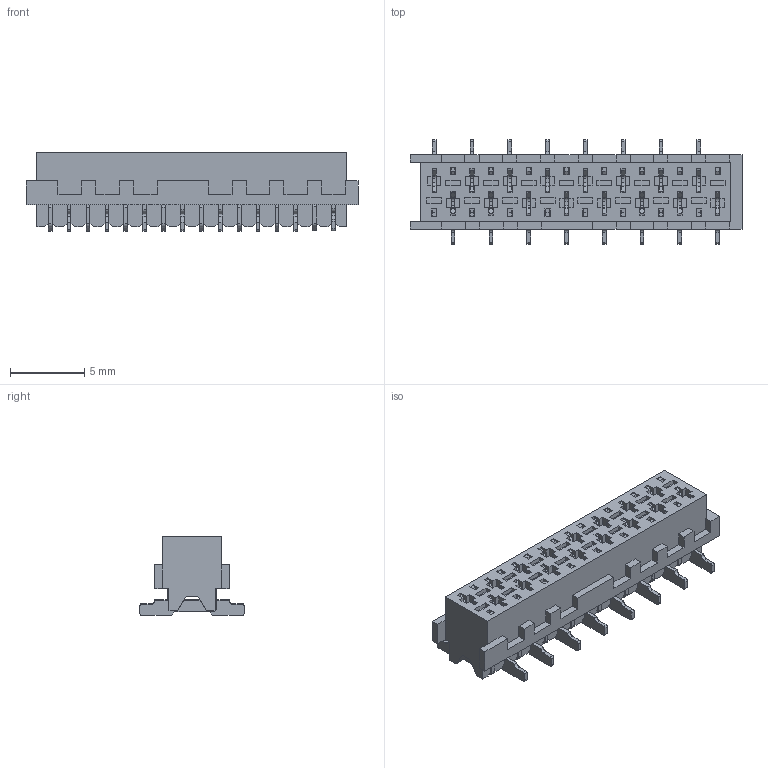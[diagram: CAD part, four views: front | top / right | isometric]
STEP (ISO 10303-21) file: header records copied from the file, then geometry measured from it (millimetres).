
FILE_DESCRIPTION(('CATIA V5 STEP Exchange'),'2;1');
FILE_NAME('690367281676 (rev1).stp','2025-07-08T22:34:09+00:00',('none'),('none'),'CATIA Version 5 Release 17 (IN-10)','CATIA V5 STEP AP214','none');
FILE_SCHEMA(('AUTOMOTIVE_DESIGN { 1 0 10303 214 1 1 1 1 }'));
Length unit declared in the file: millimetre
Products named in the file (3): Assem1; 69036728xx76_PIN; 690367281676
Assembly tree (17 placements, depth 2):
  Assem1
    69036728xx76_PIN  x16
    690367281676
Bounding box: 22.32 x 7 x 5.3 mm (x, y, z)
Volume: 361.4 mm3; surface area: 1470.1 mm2
Topology: 17 solids, 17 shells, 1394 faces, 3998 edges, 2622 vertices
Faces by surface type: plane 1106, cylinder 288
Entity records: 24540 total; most frequent: CARTESIAN_POINT 4732, ORIENTED_EDGE 4306, DIRECTION 3685, EDGE_CURVE 2153, VECTOR 2117, LINE 2117, VERTEX_POINT 1392, EDGE_LOOP 797
